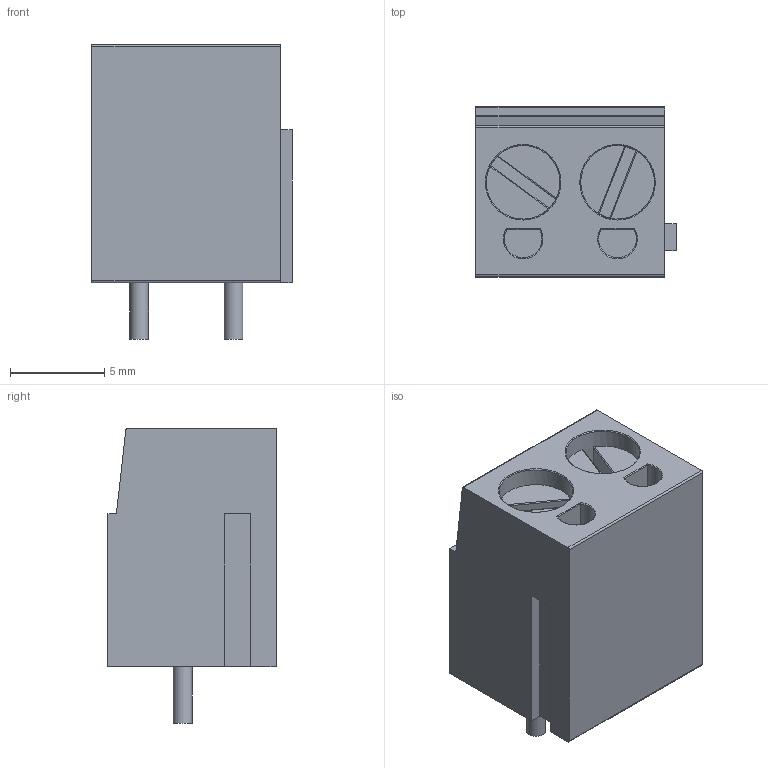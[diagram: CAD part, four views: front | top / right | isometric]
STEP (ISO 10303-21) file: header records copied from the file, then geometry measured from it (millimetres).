
FILE_DESCRIPTION(/* description */ (''),/* implementation_level */ '2;1');
FILE_NAME(/* name */ 'DG300-5.0-02p-12.stp',/* time_stamp */ '2022-11-22T00:03:00+05:00',/* author */ ('Vlad'),/* organization */ (''),/* preprocessor_version */ 'ST-DEVELOPER v15.6',/* originating_system */ 'Autodesk Inventor 2015',/* authorisation */ '');
FILE_SCHEMA (('AUTOMOTIVE_DESIGN { 1 0 10303 214 3 1 1 }'));
Length unit declared in the file: millimetre
Products named in the file (1): DG300-5.0-02p-12
Bounding box: 10.6 x 9 x 15.6 mm (x, y, z)
Volume: 895.3 mm3; surface area: 1001.6 mm2
Topology: 1 solids, 1 shells, 159 faces, 399 edges, 246 vertices
Faces by surface type: cylinder 65, plane 62, torus 20, sphere 8, bspline 4
Full cylindrical faces by diameter (mm): 1 x2, 3.9 x2
Entity records: 5228 total; most frequent: CARTESIAN_POINT 1306, DIRECTION 813, ORIENTED_EDGE 782, EDGE_CURVE 391, AXIS2_PLACEMENT_3D 298, VERTEX_POINT 244, LINE 217, VECTOR 217
